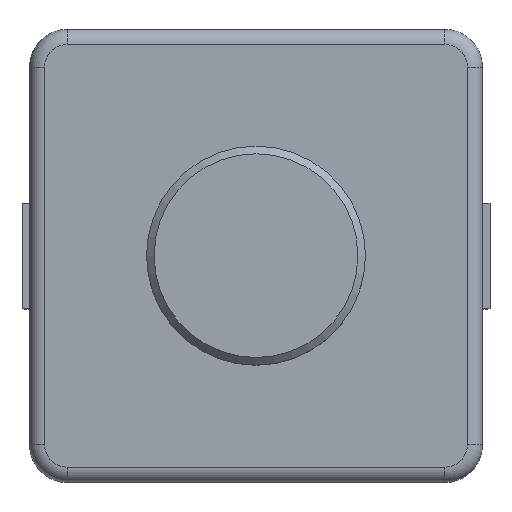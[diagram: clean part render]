
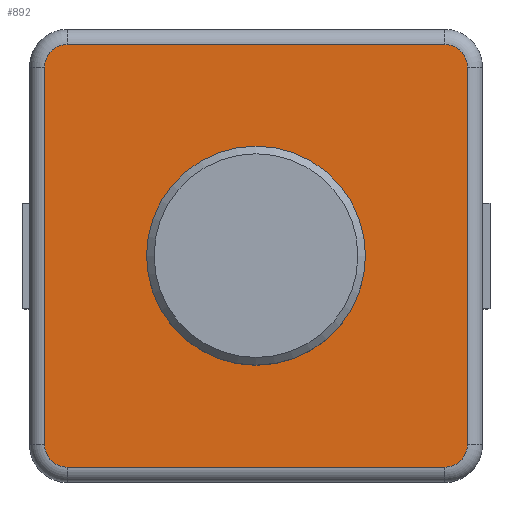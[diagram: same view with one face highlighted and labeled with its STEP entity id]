
A CAD part, top view. The second image highlights one B-rep face of the part: STEP entity #892.
In plain terms, the highlighted planar face has unit normal (0, 0, 1).
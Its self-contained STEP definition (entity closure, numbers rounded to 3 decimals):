
#65=CIRCLE('',#968,0.3);
#72=CIRCLE('',#979,0.3);
#76=CIRCLE('',#985,0.3);
#80=CIRCLE('',#992,0.3);
#120=FACE_OUTER_BOUND('',#176,.T.);
#176=EDGE_LOOP('',(#722,#723,#724,#725,#726,#727,#728,#729));
#233=LINE('',#1449,#317);
#237=LINE('',#1464,#321);
#239=LINE('',#1467,#323);
#241=LINE('',#1470,#325);
#317=VECTOR('',#1177,10.);
#321=VECTOR('',#1195,10.);
#323=VECTOR('',#1199,10.);
#325=VECTOR('',#1203,10.);
#399=VERTEX_POINT('',#1406);
#401=VERTEX_POINT('',#1410);
#405=VERTEX_POINT('',#1426);
#407=VERTEX_POINT('',#1430);
#409=VERTEX_POINT('',#1438);
#411=VERTEX_POINT('',#1442);
#413=VERTEX_POINT('',#1453);
#415=VERTEX_POINT('',#1457);
#493=EDGE_CURVE('',#401,#399,#65,.T.);
#503=EDGE_CURVE('',#407,#405,#72,.T.);
#509=EDGE_CURVE('',#411,#409,#76,.T.);
#512=EDGE_CURVE('',#399,#411,#233,.T.);
#517=EDGE_CURVE('',#415,#413,#80,.T.);
#520=EDGE_CURVE('',#409,#415,#237,.T.);
#522=EDGE_CURVE('',#413,#407,#239,.T.);
#524=EDGE_CURVE('',#405,#401,#241,.T.);
#722=ORIENTED_EDGE('',*,*,#517,.F.);
#723=ORIENTED_EDGE('',*,*,#520,.F.);
#724=ORIENTED_EDGE('',*,*,#509,.F.);
#725=ORIENTED_EDGE('',*,*,#512,.F.);
#726=ORIENTED_EDGE('',*,*,#493,.F.);
#727=ORIENTED_EDGE('',*,*,#524,.F.);
#728=ORIENTED_EDGE('',*,*,#503,.F.);
#729=ORIENTED_EDGE('',*,*,#522,.F.);
#840=PLANE('',#1001);
#892=ADVANCED_FACE('',(#120),#840,.T.);
#968=AXIS2_PLACEMENT_3D('',#1412,#1130,#1131);
#979=AXIS2_PLACEMENT_3D('',#1432,#1155,#1156);
#985=AXIS2_PLACEMENT_3D('',#1444,#1169,#1170);
#992=AXIS2_PLACEMENT_3D('',#1459,#1187,#1188);
#1001=AXIS2_PLACEMENT_3D('',#1477,#1214,#1215);
#1130=DIRECTION('center_axis',(0.,0.,-1.));
#1131=DIRECTION('ref_axis',(0.707,0.707,0.));
#1155=DIRECTION('center_axis',(0.,0.,-1.));
#1156=DIRECTION('ref_axis',(-0.707,0.707,0.));
#1169=DIRECTION('center_axis',(0.,0.,-1.));
#1170=DIRECTION('ref_axis',(0.707,-0.707,0.));
#1177=DIRECTION('',(0.,-1.,0.));
#1187=DIRECTION('center_axis',(0.,0.,-1.));
#1188=DIRECTION('ref_axis',(-0.707,-0.707,0.));
#1195=DIRECTION('',(-1.,0.,0.));
#1199=DIRECTION('',(0.,1.,0.));
#1203=DIRECTION('',(1.,0.,0.));
#1214=DIRECTION('center_axis',(0.,0.,1.));
#1215=DIRECTION('ref_axis',(1.,0.,0.));
#1406=CARTESIAN_POINT('',(2.8,2.5,2.5));
#1410=CARTESIAN_POINT('',(2.5,2.8,2.5));
#1412=CARTESIAN_POINT('Origin',(2.5,2.5,2.5));
#1426=CARTESIAN_POINT('',(-2.5,2.8,2.5));
#1430=CARTESIAN_POINT('',(-2.8,2.5,2.5));
#1432=CARTESIAN_POINT('Origin',(-2.5,2.5,2.5));
#1438=CARTESIAN_POINT('',(2.5,-2.8,2.5));
#1442=CARTESIAN_POINT('',(2.8,-2.5,2.5));
#1444=CARTESIAN_POINT('Origin',(2.5,-2.5,2.5));
#1449=CARTESIAN_POINT('',(2.8,-1.5,2.5));
#1453=CARTESIAN_POINT('',(-2.8,-2.5,2.5));
#1457=CARTESIAN_POINT('',(-2.5,-2.8,2.5));
#1459=CARTESIAN_POINT('Origin',(-2.5,-2.5,2.5));
#1464=CARTESIAN_POINT('',(-1.5,-2.8,2.5));
#1467=CARTESIAN_POINT('',(-2.8,1.5,2.5));
#1470=CARTESIAN_POINT('',(1.5,2.8,2.5));
#1477=CARTESIAN_POINT('Origin',(0.,0.,2.5));
